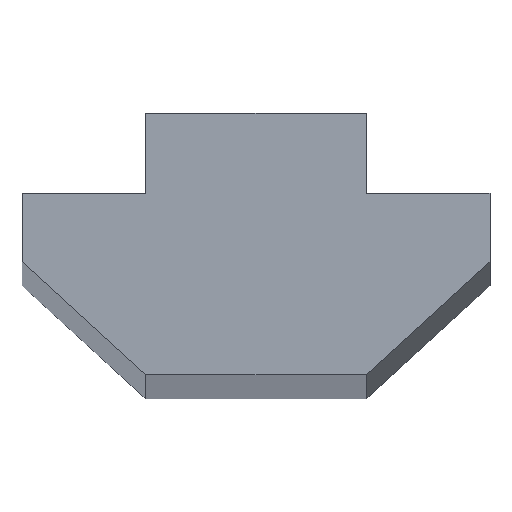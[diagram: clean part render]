
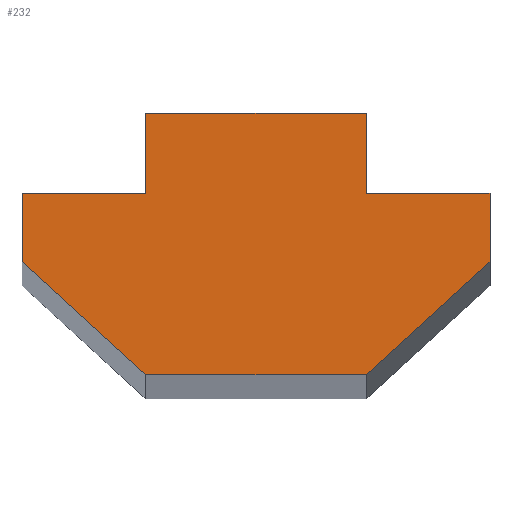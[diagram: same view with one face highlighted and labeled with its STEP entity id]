
A CAD part, top view. The second image highlights one B-rep face of the part: STEP entity #232.
In plain terms, the highlighted planar face has unit normal (0, 0, 1).
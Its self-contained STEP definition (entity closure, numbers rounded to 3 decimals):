
#26=FACE_OUTER_BOUND('',#38,.T.);
#38=EDGE_LOOP('',(#199,#200,#201,#202,#203,#204,#205,#206,#207,#208));
#39=LINE('',#308,#69);
#43=LINE('',#316,#73);
#46=LINE('',#322,#76);
#49=LINE('',#328,#79);
#52=LINE('',#334,#82);
#55=LINE('',#340,#85);
#58=LINE('',#346,#88);
#61=LINE('',#352,#91);
#64=LINE('',#358,#94);
#67=LINE('',#363,#97);
#69=VECTOR('',#252,2.9);
#73=VECTOR('',#258,4.5);
#76=VECTOR('',#263,2.5);
#79=VECTOR('',#268,6.088);
#82=VECTOR('',#273,8.);
#85=VECTOR('',#278,6.088);
#88=VECTOR('',#283,2.5);
#91=VECTOR('',#288,4.5);
#94=VECTOR('',#293,2.9);
#97=VECTOR('',#298,8.);
#99=VERTEX_POINT('',#306);
#100=VERTEX_POINT('',#307);
#103=VERTEX_POINT('',#315);
#105=VERTEX_POINT('',#321);
#107=VERTEX_POINT('',#327);
#109=VERTEX_POINT('',#333);
#111=VERTEX_POINT('',#339);
#113=VERTEX_POINT('',#345);
#115=VERTEX_POINT('',#351);
#117=VERTEX_POINT('',#357);
#119=EDGE_CURVE('',#99,#100,#39,.T.);
#123=EDGE_CURVE('',#100,#103,#43,.T.);
#126=EDGE_CURVE('',#103,#105,#46,.T.);
#129=EDGE_CURVE('',#105,#107,#49,.T.);
#132=EDGE_CURVE('',#107,#109,#52,.T.);
#135=EDGE_CURVE('',#109,#111,#55,.T.);
#138=EDGE_CURVE('',#111,#113,#58,.T.);
#141=EDGE_CURVE('',#113,#115,#61,.T.);
#144=EDGE_CURVE('',#115,#117,#64,.T.);
#147=EDGE_CURVE('',#117,#99,#67,.T.);
#199=ORIENTED_EDGE('',*,*,#119,.F.);
#200=ORIENTED_EDGE('',*,*,#147,.F.);
#201=ORIENTED_EDGE('',*,*,#144,.F.);
#202=ORIENTED_EDGE('',*,*,#141,.F.);
#203=ORIENTED_EDGE('',*,*,#138,.F.);
#204=ORIENTED_EDGE('',*,*,#135,.F.);
#205=ORIENTED_EDGE('',*,*,#132,.F.);
#206=ORIENTED_EDGE('',*,*,#129,.F.);
#207=ORIENTED_EDGE('',*,*,#126,.F.);
#208=ORIENTED_EDGE('',*,*,#123,.F.);
#220=PLANE('',#247);
#232=ADVANCED_FACE('',(#26),#220,.T.);
#247=AXIS2_PLACEMENT_3D('',#366,#302,#303);
#252=DIRECTION('',(0.,-1.,0.));
#258=DIRECTION('',(1.,0.,0.));
#263=DIRECTION('',(0.,-1.,0.));
#268=DIRECTION('',(-0.739,-0.673,0.));
#273=DIRECTION('',(-1.,0.,0.));
#278=DIRECTION('',(-0.739,0.673,0.));
#283=DIRECTION('',(0.,1.,0.));
#288=DIRECTION('',(1.,0.,0.));
#293=DIRECTION('',(0.,1.,0.));
#298=DIRECTION('',(1.,0.,0.));
#302=DIRECTION('center_axis',(0.,0.,
1.));
#303=DIRECTION('ref_axis',(1.,0.,0.));
#306=CARTESIAN_POINT('',(-4.916,4.832,522.));
#307=CARTESIAN_POINT('',(-4.916,1.932,522.));
#308=CARTESIAN_POINT('',(-4.916,1.932,522.));
#315=CARTESIAN_POINT('',(-0.416,1.932,522.));
#316=CARTESIAN_POINT('',(-0.416,1.932,522.));
#321=CARTESIAN_POINT('',(-0.416,-0.568,522.));
#322=CARTESIAN_POINT('',(-0.416,-0.568,522.));
#327=CARTESIAN_POINT('',(-4.916,-4.668,522.));
#328=CARTESIAN_POINT('',(-4.916,-4.668,522.));
#333=CARTESIAN_POINT('',(-12.916,-4.668,522.));
#334=CARTESIAN_POINT('',(-12.916,-4.668,522.));
#339=CARTESIAN_POINT('',(-17.416,-0.568,522.));
#340=CARTESIAN_POINT('',(-17.416,-0.568,522.));
#345=CARTESIAN_POINT('',(-17.416,1.932,522.));
#346=CARTESIAN_POINT('',(-17.416,1.932,522.));
#351=CARTESIAN_POINT('',(-12.916,1.932,522.));
#352=CARTESIAN_POINT('',(-12.916,1.932,522.));
#357=CARTESIAN_POINT('',(-12.916,4.832,522.));
#358=CARTESIAN_POINT('',(-12.916,4.832,522.));
#363=CARTESIAN_POINT('',(-4.916,4.832,522.));
#366=CARTESIAN_POINT('Origin',(-8.916,0.206,522.));
